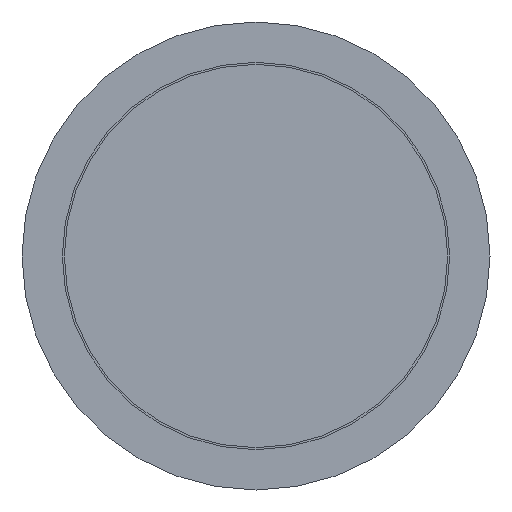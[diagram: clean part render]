
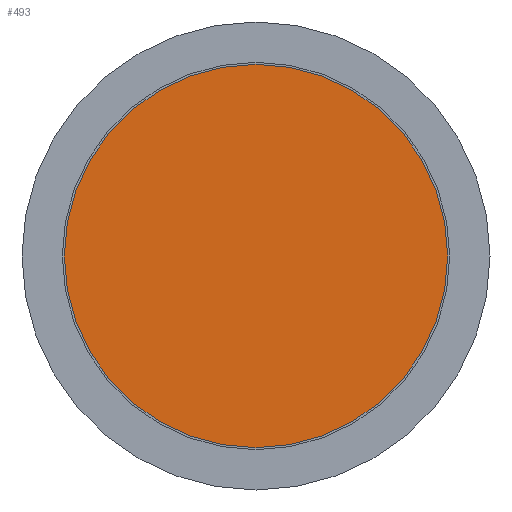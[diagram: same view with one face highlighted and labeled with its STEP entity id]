
A CAD part, front view. The second image highlights one B-rep face of the part: STEP entity #493.
In plain terms, the highlighted planar face has unit normal (0, -1, 0).
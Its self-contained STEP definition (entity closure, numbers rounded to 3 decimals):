
#78 = DIRECTION ( 'NONE',  ( 0., 1., 0. ) ) ;
#87 = DIRECTION ( 'NONE',  ( 0., 0., 1. ) ) ;
#226 = AXIS2_PLACEMENT_3D ( 'NONE', #409, #329, #498 ) ;
#304 = EDGE_CURVE ( 'NONE', #387, #387, #403, .T. ) ;
#329 = DIRECTION ( 'NONE',  ( 0., -1., 0. ) ) ;
#331 = EDGE_LOOP ( 'NONE', ( #509 ) ) ;
#343 = FACE_OUTER_BOUND ( 'NONE', #331, .T. ) ;
#377 = CARTESIAN_POINT ( 'NONE',  ( -23.75, 0., 0. ) ) ;
#387 = VERTEX_POINT ( 'NONE', #396 ) ;
#396 = CARTESIAN_POINT ( 'NONE',  ( 0., 0., -23.75 ) ) ;
#403 = CIRCLE ( 'NONE', #226, 23.75 ) ;
#409 = CARTESIAN_POINT ( 'NONE',  ( 0., 0., 0. ) ) ;
#463 = PLANE ( 'NONE',  #514 ) ;
#493 = ADVANCED_FACE ( 'NONE', ( #343 ), #463, .F. ) ;
#498 = DIRECTION ( 'NONE',  ( 0., 0., -1. ) ) ;
#509 = ORIENTED_EDGE ( 'NONE', *, *, #304, .T. ) ;
#514 = AXIS2_PLACEMENT_3D ( 'NONE', #377, #78, #87 ) ;
